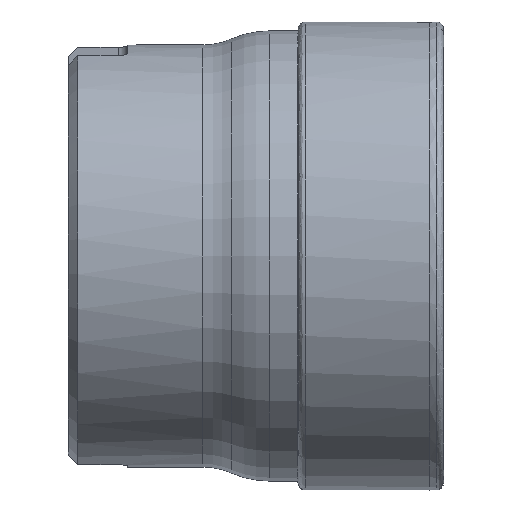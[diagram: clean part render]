
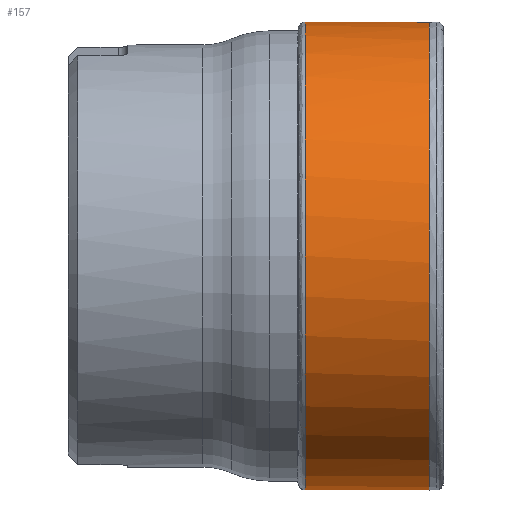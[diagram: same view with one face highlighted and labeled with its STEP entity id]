
A CAD part, left-side view. The second image highlights one B-rep face of the part: STEP entity #157.
In plain terms, the highlighted face is a revolution surface.
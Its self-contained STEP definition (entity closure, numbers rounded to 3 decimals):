
#157=ADVANCED_FACE('',(#283,#284),#209,.F.);
#209=SURFACE_OF_REVOLUTION('',#235,#222);
#222=AXIS1_PLACEMENT('',#1372,#937);
#235=B_SPLINE_CURVE_WITH_KNOTS('',5,(#1359,#1360,#1361,#1362,#1363,#1364,
#1365,#1366,#1367,#1368,#1369,#1370,#1371),.UNSPECIFIED.,.F.,.F.,(6,1,1,
1,1,1,1,1,6),(0.,0.138,0.207,0.275,
0.333,0.413,0.62,0.827,1.),
 .UNSPECIFIED.);
#283=FACE_BOUND('',#359,.T.);
#284=FACE_BOUND('',#360,.T.);
#359=EDGE_LOOP('',(#451));
#360=EDGE_LOOP('',(#452));
#451=ORIENTED_EDGE('',*,*,#678,.T.);
#452=ORIENTED_EDGE('',*,*,#677,.F.);
#608=VERTEX_POINT('',#1344);
#609=VERTEX_POINT('',#1358);
#677=EDGE_CURVE('',#608,#608,#758,.T.);
#678=EDGE_CURVE('',#609,#609,#759,.T.);
#758=CIRCLE('',#821,24.948);
#759=CIRCLE('',#822,24.946);
#821=AXIS2_PLACEMENT_3D('',#1343,#932,#933);
#822=AXIS2_PLACEMENT_3D('',#1357,#935,#936);
#932=DIRECTION('',(0.,-1.,0.));
#933=DIRECTION('',(0.,0.,-1.));
#935=DIRECTION('',(0.,-1.,0.));
#936=DIRECTION('',(0.,0.,-1.));
#937=DIRECTION('',(0.,-1.,0.));
#1343=CARTESIAN_POINT('',(-7.914,-4.488,-1.392));
#1344=CARTESIAN_POINT('',(-7.914,-4.488,-26.34));
#1357=CARTESIAN_POINT('',(-7.914,8.758,-1.392));
#1358=CARTESIAN_POINT('',(-7.914,8.758,-26.338));
#1359=CARTESIAN_POINT('',(16.939,-4.488,0.782));
#1360=CARTESIAN_POINT('',(16.938,-4.121,0.782));
#1361=CARTESIAN_POINT('',(16.937,-3.574,0.782));
#1362=CARTESIAN_POINT('',(16.934,-2.845,0.782));
#1363=CARTESIAN_POINT('',(16.931,-1.962,0.781));
#1364=CARTESIAN_POINT('',(16.928,-0.867,0.781));
#1365=CARTESIAN_POINT('',(16.926,0.408,0.781));
#1366=CARTESIAN_POINT('',(16.925,2.051,0.781));
#1367=CARTESIAN_POINT('',(16.927,3.972,0.781));
#1368=CARTESIAN_POINT('',(16.93,5.738,0.781));
#1369=CARTESIAN_POINT('',(16.933,7.292,0.782));
#1370=CARTESIAN_POINT('',(16.936,8.299,0.782));
#1371=CARTESIAN_POINT('',(16.937,8.758,0.782));
#1372=CARTESIAN_POINT('',(-7.914,34.,-1.392));
